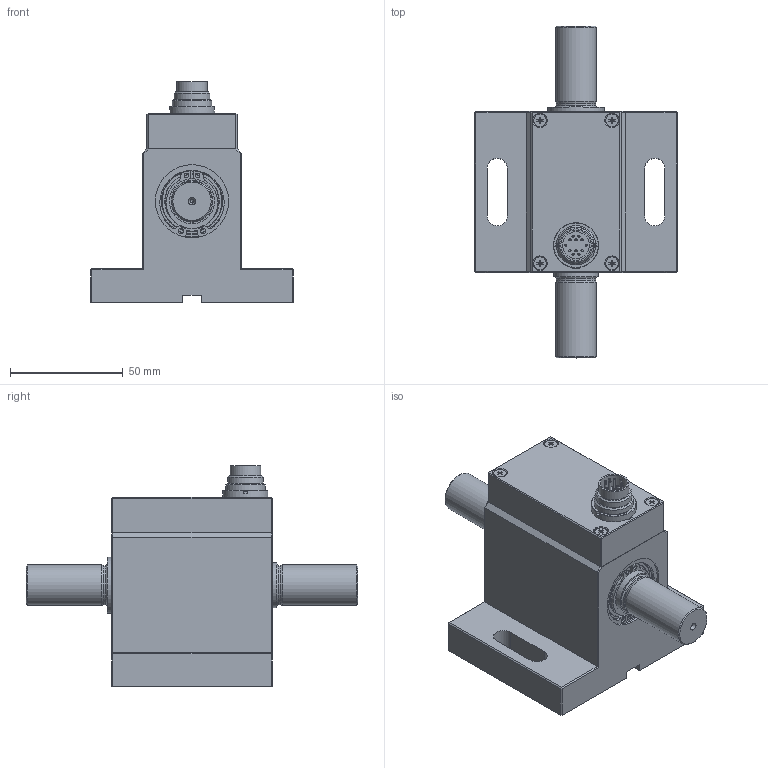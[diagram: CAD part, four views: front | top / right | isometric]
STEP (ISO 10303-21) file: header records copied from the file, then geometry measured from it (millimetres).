
FILE_DESCRIPTION( ( 'Unknown' ), '1' );
FILE_NAME( 'Dr2212-50-100Nm.stp', 'Unknown', ( 'Unknown' ), ( 'Unknown' ), 'PSStep 17.0.49', 'Unknown', ' ' );
FILE_SCHEMA( ( 'AUTOMOTIVE_DESIGN { 1 0 10303 214 1 1 1 1 }' ) );
Length unit declared in the file: millimetre
Products named in the file (26): 2212-b01_doc-00048945-oa1; 2212-001_doc-00028048; Sicherungsring DIN 472-32x1,2-T1-oa0; INA-20x32x7-61804 2Z; 2155-b05_doc-00037926; 2155-003_doc-00028061; Senkschraube DIN 965-M3x20-H; Senkschraube DIN 965-M3x20-H-oa2; Senkschraube DIN 965-M3x20-H-oa3; Senkschraube DIN 965-M3x20-H-oa4; 2177-b01_doc-00046222; 2177-001_doc-00046203; Sicherungsring DIN 471-25x1,2-T1; INA-25x37x7-61805 2Z; Sicherungsring DIN 471-20x1,2-T1; Assem1; flanschstecker 12-polig serie 723; mutter_09-0323-89-06_DOC-00067592
Assembly tree (25 placements, depth 3):
  Assem1
    flanschstecker 12-polig serie 723
    mutter_09-0323-89-06_DOC-00067592
    2212-b01_doc-00048945-oa1
      2212-001_doc-00028048
      Sicherungsring DIN 472-32x1,2-T1-oa0
      INA-20x32x7-61804 2Z
      INA-20x32x7-61804 2Z
      INA-20x32x7-61804 2Z
      INA-20x32x7-61804 2Z
      INA-20x32x7-61804 2Z
    2177-b01_doc-00046222
      2177-001_doc-00046203
      Sicherungsring DIN 471-25x1,2-T1
      INA-25x37x7-61805 2Z
      INA-25x37x7-61805 2Z
      INA-25x37x7-61805 2Z
      INA-25x37x7-61805 2Z
      INA-25x37x7-61805 2Z
      Sicherungsring DIN 471-20x1,2-T1
    2155-b05_doc-00037926
      2155-003_doc-00028061
      Senkschraube DIN 965-M3x20-H
      Senkschraube DIN 965-M3x20-H-oa2
      Senkschraube DIN 965-M3x20-H-oa3
      Senkschraube DIN 965-M3x20-H-oa4
Bounding box: 90 x 147.5 x 98.2 mm (x, y, z)
Volume: 255359.5 mm3; surface area: 77885.1 mm2
Topology: 22 solids, 24 shells, 465 faces, 1024 edges, 666 vertices
Faces by surface type: plane 244, cylinder 159, cone 40, torus 22
Full cylindrical faces by diameter (mm): 1 x24, 1.6 x2, 2 x4, 2.387 x4, 2.459 x4, 2.5 x2, 3 x4, 3.242 x2, 3.4 x4, 5.6 x4, 12 x1, 13.5 x1, 15 x1, 15.875 x1, 17.188 x1, 17.4 x2, 17.462 x1, 17.8 x1, 18 x2, 19 x1, 20 x5, 23.9 x3, 24.1 x2, 24.2 x2, 25 x3, 28.5 x2, 28.7 x2, 28.8 x2, 28.9 x2, 29.28 x2
Entity records: 15702 total; most frequent: DIRECTION 2142, CARTESIAN_POINT 1914, ORIENTED_EDGE 1580, AXIS2_PLACEMENT_3D 862, EDGE_CURVE 790, EDGE_LOOP 742, VERTEX_POINT 618, FACE_OUTER_BOUND 591
